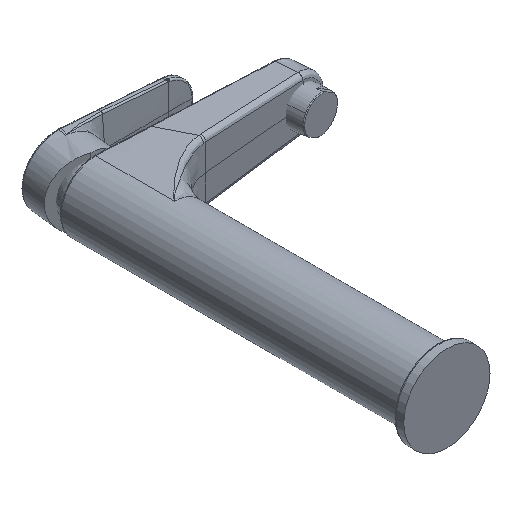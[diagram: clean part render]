
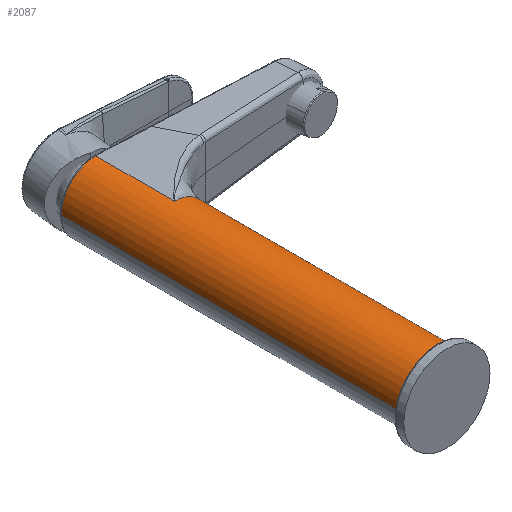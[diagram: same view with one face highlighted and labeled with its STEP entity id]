
A CAD part, isometric view. The second image highlights one B-rep face of the part: STEP entity #2087.
In plain terms, the highlighted cylindrical face has radius 22 mm (diameter 44 mm), a partial arc.
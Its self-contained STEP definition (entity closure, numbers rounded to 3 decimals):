
#378=CARTESIAN_POINT('',(22.,52.78,0.));
#380=CARTESIAN_POINT('',(0.,52.78,0.));
#381=DIRECTION('',(0.,1.,0.));
#382=DIRECTION('',(0.,0.,1.));
#383=AXIS2_PLACEMENT_3D('',#380,#381,#382);
#385=CARTESIAN_POINT('',(0.,52.78,22.));
#611=DIRECTION('',(0.,1.,0.));
#612=VECTOR('',#611,218.);
#613=CARTESIAN_POINT('',(-22.,-115.,0.));
#614=LINE('',#613,#612);
#615=CARTESIAN_POINT('',(0.,103.,0.));
#616=DIRECTION('',(0.,-1.,0.));
#617=DIRECTION('',(0.,0.,1.));
#618=AXIS2_PLACEMENT_3D('',#615,#616,#617);
#620=DIRECTION('',(0.,1.,0.));
#621=VECTOR('',#620,167.78);
#622=CARTESIAN_POINT('',(22.,-115.,0.));
#623=LINE('',#622,#621);
#624=CARTESIAN_POINT('',(0.,-115.,0.));
#625=DIRECTION('',(0.,-1.,0.));
#626=DIRECTION('',(1.,0.,0.));
#627=AXIS2_PLACEMENT_3D('',#624,#625,#626);
#708=CARTESIAN_POINT('',(0.,103.,22.));
#750=DIRECTION('',(0.,1.,0.));
#751=VECTOR('',#750,50.22);
#752=CARTESIAN_POINT('',(0.,52.78,22.));
#753=LINE('',#752,#751);
#777=VERTEX_POINT('',#385);
#779=VERTEX_POINT('',#708);
#805=VERTEX_POINT('',#378);
#812=CARTESIAN_POINT('',(-22.,103.,0.));
#813=VERTEX_POINT('',#812);
#814=CARTESIAN_POINT('',(-22.,-115.,0.));
#815=VERTEX_POINT('',#814);
#816=CARTESIAN_POINT('',(22.,-115.,0.));
#817=VERTEX_POINT('',#816);
#2070=CARTESIAN_POINT('',(0.,-20.605,0.));
#2071=DIRECTION('',(0.,1.,0.));
#2072=DIRECTION('',(1.,0.,0.));
#2073=AXIS2_PLACEMENT_3D('',#2070,#2071,#2072);
#2074=CYLINDRICAL_SURFACE('',#2073,22.);
#2076=ORIENTED_EDGE('',*,*,#2075,.T.);
#2077=ORIENTED_EDGE('',*,*,#2058,.F.);
#2079=ORIENTED_EDGE('',*,*,#2078,.F.);
#2080=ORIENTED_EDGE('',*,*,#1832,.T.);
#2082=ORIENTED_EDGE('',*,*,#2081,.F.);
#2084=ORIENTED_EDGE('',*,*,#2083,.T.);
#2085=EDGE_LOOP('',(#2076,#2077,#2079,#2080,#2082,#2084));
#2086=FACE_OUTER_BOUND('',#2085,.F.);
#2087=ADVANCED_FACE('',(#2086),#2074,.T.);
#384=CIRCLE('',#383,22.);
#619=CIRCLE('',#618,22.);
#628=CIRCLE('',#627,22.);
#1832=EDGE_CURVE('',#777,#805,#384,.T.);
#2058=EDGE_CURVE('',#779,#813,#619,.T.);
#2075=EDGE_CURVE('',#815,#813,#614,.T.);
#2078=EDGE_CURVE('',#777,#779,#753,.T.);
#2081=EDGE_CURVE('',#817,#805,#623,.T.);
#2083=EDGE_CURVE('',#817,#815,#628,.T.);
